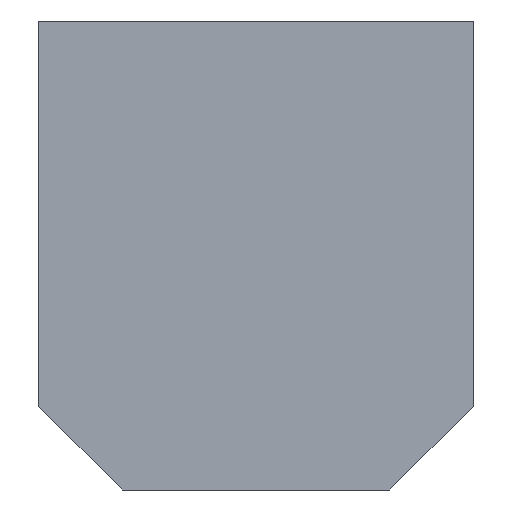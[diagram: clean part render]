
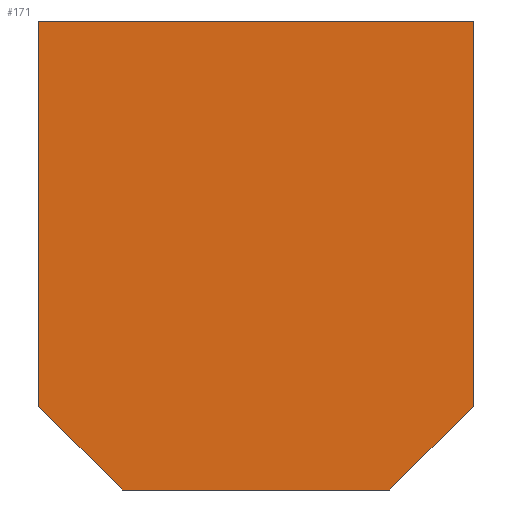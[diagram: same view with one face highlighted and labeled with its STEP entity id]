
A CAD part, left-side view. The second image highlights one B-rep face of the part: STEP entity #171.
In plain terms, the highlighted planar face has unit normal (-1, 0, 0).
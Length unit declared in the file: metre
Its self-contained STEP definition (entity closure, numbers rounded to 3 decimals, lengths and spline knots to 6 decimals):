
#1 = LINE ( 'NONE', #109, #210 ) ;
#6 = DIRECTION ( 'NONE',  ( 0., -1., 0. ) ) ;
#13 = EDGE_CURVE ( 'NONE', #106, #59, #204, .T. ) ;
#14 = LINE ( 'NONE', #186, #193 ) ;
#33 = EDGE_CURVE ( 'NONE', #176, #198, #1, .T. ) ;
#47 = ORIENTED_EDGE ( 'NONE', *, *, #70, .F. ) ;
#49 = DIRECTION ( 'NONE',  ( 0., 0.707, -0.707 ) ) ;
#56 = DIRECTION ( 'NONE',  ( 1., 0., 0. ) ) ;
#59 = VERTEX_POINT ( 'NONE', #215 ) ;
#61 = EDGE_CURVE ( 'NONE', #198, #106, #120, .T. ) ;
#70 = EDGE_CURVE ( 'NONE', #248, #118, #133, .T. ) ;
#78 = CARTESIAN_POINT ( 'NONE',  ( -15.25, 1.3, -3.46 ) ) ;
#79 = ORIENTED_EDGE ( 'NONE', *, *, #96, .F. ) ;
#83 = VECTOR ( 'NONE', #236, 1. ) ;
#86 = DIRECTION ( 'NONE',  ( 0., 0., 1. ) ) ;
#96 = EDGE_CURVE ( 'NONE', #59, #248, #14, .T. ) ;
#99 = CARTESIAN_POINT ( 'NONE',  ( -15.25, 1.3, -1.16 ) ) ;
#106 = VERTEX_POINT ( 'NONE', #150 ) ;
#109 = CARTESIAN_POINT ( 'NONE',  ( -15.25, 1.3, -1.16 ) ) ;
#110 = CARTESIAN_POINT ( 'NONE',  ( -15.25, -1.3, -1.16 ) ) ;
#111 = VECTOR ( 'NONE', #86, 1. ) ;
#118 = VERTEX_POINT ( 'NONE', #206 ) ;
#120 = LINE ( 'NONE', #126, #83 ) ;
#126 = CARTESIAN_POINT ( 'NONE',  ( -15.25, -1.3, -1.16 ) ) ;
#133 = LINE ( 'NONE', #78, #154 ) ;
#142 = LINE ( 'NONE', #147, #111 ) ;
#143 = ORIENTED_EDGE ( 'NONE', *, *, #33, .F. ) ;
#145 = CARTESIAN_POINT ( 'NONE',  ( -15.25, -0.8, -3.96 ) ) ;
#147 = CARTESIAN_POINT ( 'NONE',  ( -15.25, 1.3, -1.16 ) ) ;
#150 = CARTESIAN_POINT ( 'NONE',  ( -15.25, -1.3, -3.46 ) ) ;
#152 = EDGE_LOOP ( 'NONE', ( #143, #237, #47, #79, #155, #230 ) ) ;
#154 = VECTOR ( 'NONE', #187, 1. ) ;
#155 = ORIENTED_EDGE ( 'NONE', *, *, #13, .F. ) ;
#171 = ADVANCED_FACE ( 'NONE', ( #228 ), #190, .F. ) ;
#176 = VERTEX_POINT ( 'NONE', #99 ) ;
#184 = DIRECTION ( 'NONE',  ( 0., 0., -1. ) ) ;
#186 = CARTESIAN_POINT ( 'NONE',  ( -15.25, 0.8, -3.96 ) ) ;
#187 = DIRECTION ( 'NONE',  ( 0., 0.707, 0.707 ) ) ;
#189 = VECTOR ( 'NONE', #49, 1. ) ;
#190 = PLANE ( 'NONE',  #221 ) ;
#193 = VECTOR ( 'NONE', #209, 1. ) ;
#198 = VERTEX_POINT ( 'NONE', #110 ) ;
#204 = LINE ( 'NONE', #145, #189 ) ;
#206 = CARTESIAN_POINT ( 'NONE',  ( -15.25, 1.3, -3.46 ) ) ;
#209 = DIRECTION ( 'NONE',  ( 0., 1., 0. ) ) ;
#210 = VECTOR ( 'NONE', #6, 1. ) ;
#215 = CARTESIAN_POINT ( 'NONE',  ( -15.25, -0.8, -3.96 ) ) ;
#221 = AXIS2_PLACEMENT_3D ( 'NONE', #244, #56, #184 ) ;
#228 = FACE_OUTER_BOUND ( 'NONE', #152, .T. ) ;
#230 = ORIENTED_EDGE ( 'NONE', *, *, #61, .F. ) ;
#235 = CARTESIAN_POINT ( 'NONE',  ( -15.25, 0.8, -3.96 ) ) ;
#236 = DIRECTION ( 'NONE',  ( 0., 0., -1. ) ) ;
#237 = ORIENTED_EDGE ( 'NONE', *, *, #249, .F. ) ;
#244 = CARTESIAN_POINT ( 'NONE',  ( -15.25, 0., 0. ) ) ;
#248 = VERTEX_POINT ( 'NONE', #235 ) ;
#249 = EDGE_CURVE ( 'NONE', #118, #176, #142, .T. ) ;
